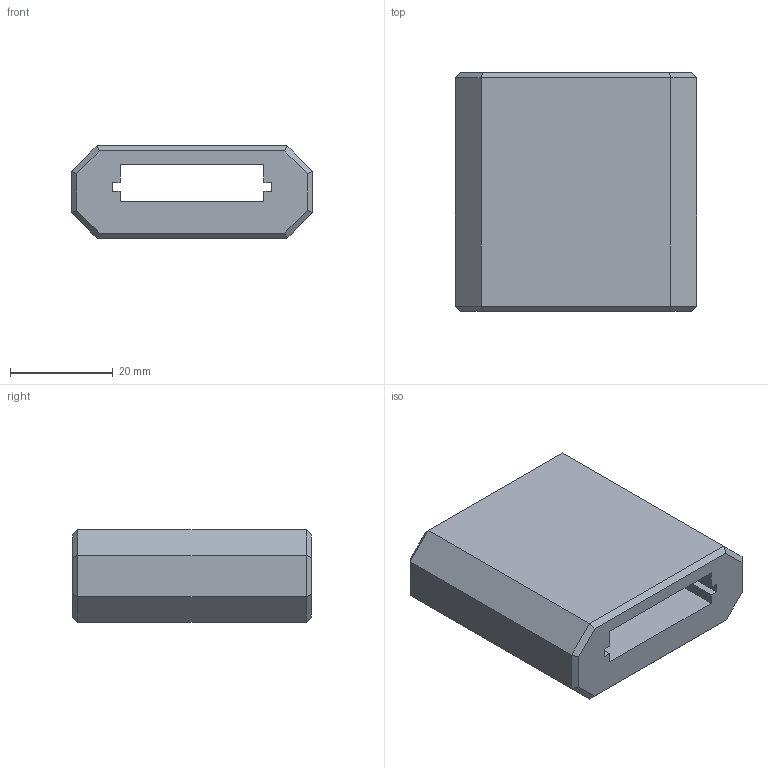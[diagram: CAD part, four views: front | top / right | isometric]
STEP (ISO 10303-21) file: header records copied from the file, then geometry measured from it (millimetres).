
FILE_DESCRIPTION(('FreeCAD Model'),'2;1');
FILE_NAME( 'enclosure.step', '2020-11-24T15:44:41',('Author'),(''), 'Open CASCADE STEP processor 7.3','FreeCAD','Unknown');
FILE_SCHEMA(('AUTOMOTIVE_DESIGN { 1 0 10303 214 1 1 1 1 }'));
Length unit declared in the file: millimetre
Products named in the file (1): Body
Bounding box: 47 x 46.5 x 18 mm (x, y, z)
Volume: 24968.7 mm3; surface area: 10981.2 mm2
Topology: 1 solids, 1 shells, 50 faces, 122 edges, 76 vertices
Faces by surface type: plane 48, cylinder 2
Full cylindrical faces by diameter (mm): 3 x2
Entity records: 3040 total; most frequent: CARTESIAN_POINT 505, DIRECTION 470, LINE 358, VECTOR 358, ORIENTED_EDGE 244, PCURVE 244, DEFINITIONAL_REPRESENTATION 244, EDGE_CURVE 122
